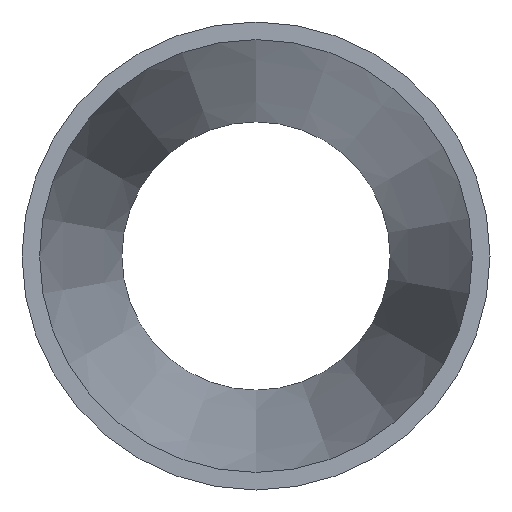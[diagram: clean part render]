
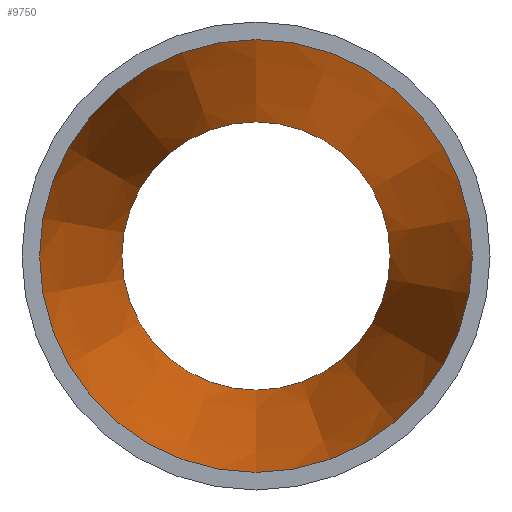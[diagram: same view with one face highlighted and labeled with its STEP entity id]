
A CAD part, front view. The second image highlights one B-rep face of the part: STEP entity #9750.
In plain terms, the highlighted conical face has half-angle 9.462 degrees and reference radius 24.972 mm.
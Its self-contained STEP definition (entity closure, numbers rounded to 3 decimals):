
#257 = DIRECTION ( 'NONE',  ( 0., -1., 0. ) ) ;
#341 = CARTESIAN_POINT ( 'NONE',  ( 0., 0., 0. ) ) ;
#866 = CIRCLE ( 'NONE', #9392, 24.972 ) ;
#1402 = DIRECTION ( 'NONE',  ( 0., -1., 0. ) ) ;
#1420 = EDGE_LOOP ( 'NONE', ( #6360 ) ) ;
#2196 = FACE_BOUND ( 'NONE', #1420, .T. ) ;
#2260 = VERTEX_POINT ( 'NONE', #7032 ) ;
#4670 = CARTESIAN_POINT ( 'NONE',  ( 0., 57., 0. ) ) ;
#4921 = FACE_OUTER_BOUND ( 'NONE', #7401, .T. ) ;
#5480 = AXIS2_PLACEMENT_3D ( 'NONE', #7447, #9897, #14698 ) ;
#6022 = DIRECTION ( 'NONE',  ( 0., 0., -1. ) ) ;
#6360 = ORIENTED_EDGE ( 'NONE', *, *, #12177, .F. ) ;
#7032 = CARTESIAN_POINT ( 'NONE',  ( 0., 0., -24.972 ) ) ;
#7401 = EDGE_LOOP ( 'NONE', ( #7492 ) ) ;
#7447 = CARTESIAN_POINT ( 'NONE',  ( 0., 0., 0. ) ) ;
#7492 = ORIENTED_EDGE ( 'NONE', *, *, #14281, .T. ) ;
#8237 = CONICAL_SURFACE ( 'NONE', #5480, 24.972, 0.165 ) ;
#8879 = CIRCLE ( 'NONE', #10892, 15.472 ) ;
#9392 = AXIS2_PLACEMENT_3D ( 'NONE', #341, #257, #11110 ) ;
#9413 = CARTESIAN_POINT ( 'NONE',  ( 0., 57., -15.472 ) ) ;
#9750 = ADVANCED_FACE ( 'NONE', ( #2196, #4921 ), #8237, .F. ) ;
#9897 = DIRECTION ( 'NONE',  ( 0., -1., 0. ) ) ;
#10892 = AXIS2_PLACEMENT_3D ( 'NONE', #4670, #1402, #6022 ) ;
#11110 = DIRECTION ( 'NONE',  ( 0., 0., -1. ) ) ;
#12177 = EDGE_CURVE ( 'NONE', #14297, #14297, #8879, .T. ) ;
#14281 = EDGE_CURVE ( 'NONE', #2260, #2260, #866, .T. ) ;
#14297 = VERTEX_POINT ( 'NONE', #9413 ) ;
#14698 = DIRECTION ( 'NONE',  ( 0., 0., -1. ) ) ;
